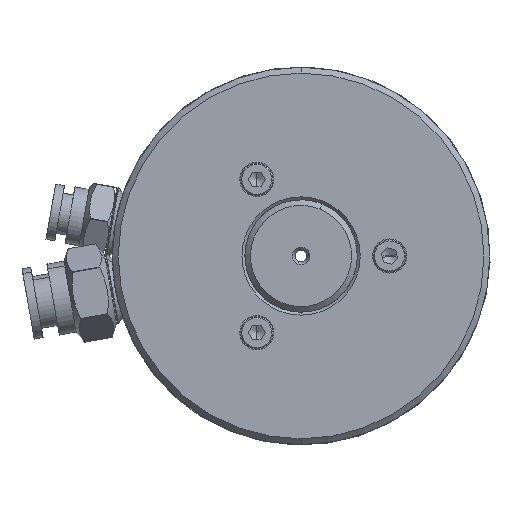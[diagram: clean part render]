
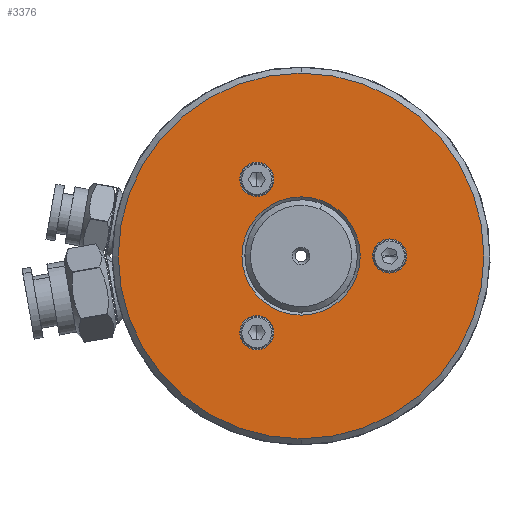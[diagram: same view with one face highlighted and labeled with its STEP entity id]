
A CAD part, left-side view. The second image highlights one B-rep face of the part: STEP entity #3376.
In plain terms, the highlighted planar face has unit normal (-1, 0, 0).
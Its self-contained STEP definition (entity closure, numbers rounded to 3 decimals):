
#129 = DIRECTION ( 'NONE',  ( -1., 0., 0. ) ) ;
#131 = DIRECTION ( 'NONE',  ( 0., 0., 1. ) ) ;
#595 = CARTESIAN_POINT ( 'NONE',  ( 77.474, 7.5, -10.09 ) ) ;
#626 = CARTESIAN_POINT ( 'NONE',  ( 77.474, 7.5, -12.99 ) ) ;
#657 = CIRCLE ( 'NONE', #6418, 2.9 ) ;
#832 = DIRECTION ( 'NONE',  ( 1., 0., 0. ) ) ;
#1002 = VERTEX_POINT ( 'NONE', #1585 ) ;
#1075 = CARTESIAN_POINT ( 'NONE',  ( 77.474, -15., 0. ) ) ;
#1085 = FACE_BOUND ( 'NONE', #3905, .T. ) ;
#1142 = EDGE_LOOP ( 'NONE', ( #2784, #6207 ) ) ;
#1218 = DIRECTION ( 'NONE',  ( -1., 0., 0. ) ) ;
#1281 = VERTEX_POINT ( 'NONE', #3791 ) ;
#1467 = DIRECTION ( 'NONE',  ( 0., 0., -1. ) ) ;
#1585 = CARTESIAN_POINT ( 'NONE',  ( 77.474, 0., 31. ) ) ;
#1601 = ORIENTED_EDGE ( 'NONE', *, *, #9954, .T. ) ;
#1648 = AXIS2_PLACEMENT_3D ( 'NONE', #4680, #10191, #5473 ) ;
#1890 = DIRECTION ( 'NONE',  ( 0., 0., -1. ) ) ;
#1946 = FACE_BOUND ( 'NONE', #7011, .T. ) ;
#2066 = EDGE_LOOP ( 'NONE', ( #6671, #10325 ) ) ;
#2071 = CIRCLE ( 'NONE', #6161, 2.9 ) ;
#2315 = VERTEX_POINT ( 'NONE', #6678 ) ;
#2388 = DIRECTION ( 'NONE',  ( 1., 0., 0. ) ) ;
#2405 = VERTEX_POINT ( 'NONE', #5225 ) ;
#2752 = ORIENTED_EDGE ( 'NONE', *, *, #10090, .F. ) ;
#2784 = ORIENTED_EDGE ( 'NONE', *, *, #10010, .T. ) ;
#2800 = AXIS2_PLACEMENT_3D ( 'NONE', #4852, #832, #6429 ) ;
#3090 = CIRCLE ( 'NONE', #5344, 10.025 ) ;
#3246 = FACE_OUTER_BOUND ( 'NONE', #1142, .T. ) ;
#3290 = CARTESIAN_POINT ( 'NONE',  ( 77.474, 0., 0. ) ) ;
#3316 = VERTEX_POINT ( 'NONE', #5568 ) ;
#3359 = DIRECTION ( 'NONE',  ( -1., 0., 0. ) ) ;
#3376 = ADVANCED_FACE ( 'NONE', ( #3246, #9797, #1946, #5346, #1085 ), #7998, .F. ) ;
#3424 = EDGE_LOOP ( 'NONE', ( #1601, #6178 ) ) ;
#3454 = CARTESIAN_POINT ( 'NONE',  ( 77.474, 7.5, 12.99 ) ) ;
#3642 = VERTEX_POINT ( 'NONE', #8434 ) ;
#3671 = ORIENTED_EDGE ( 'NONE', *, *, #5586, .F. ) ;
#3791 = CARTESIAN_POINT ( 'NONE',  ( 77.474, 7.5, -15.89 ) ) ;
#3799 = EDGE_CURVE ( 'NONE', #2405, #1002, #4718, .T. ) ;
#3905 = EDGE_LOOP ( 'NONE', ( #4677, #3671 ) ) ;
#4065 = AXIS2_PLACEMENT_3D ( 'NONE', #5999, #1218, #6803 ) ;
#4077 = DIRECTION ( 'NONE',  ( 0., 0., 1. ) ) ;
#4242 = DIRECTION ( 'NONE',  ( 0., 0., -1. ) ) ;
#4677 = ORIENTED_EDGE ( 'NONE', *, *, #6589, .F. ) ;
#4680 = CARTESIAN_POINT ( 'NONE',  ( 77.474, 0., 0. ) ) ;
#4707 = VERTEX_POINT ( 'NONE', #6122 ) ;
#4718 = CIRCLE ( 'NONE', #1648, 31. ) ;
#4852 = CARTESIAN_POINT ( 'NONE',  ( 77.474, -32., 0. ) ) ;
#4875 = CIRCLE ( 'NONE', #8528, 2.9 ) ;
#4988 = CARTESIAN_POINT ( 'NONE',  ( 77.474, 7.5, 12.99 ) ) ;
#4991 = DIRECTION ( 'NONE',  ( 1., 0., 0. ) ) ;
#5014 = VERTEX_POINT ( 'NONE', #5086 ) ;
#5086 = CARTESIAN_POINT ( 'NONE',  ( 77.474, 7.5, 15.89 ) ) ;
#5225 = CARTESIAN_POINT ( 'NONE',  ( 77.474, 0., -31. ) ) ;
#5344 = AXIS2_PLACEMENT_3D ( 'NONE', #9715, #4991, #131 ) ;
#5346 = FACE_BOUND ( 'NONE', #2066, .T. ) ;
#5473 = DIRECTION ( 'NONE',  ( 0., 0., 1. ) ) ;
#5568 = CARTESIAN_POINT ( 'NONE',  ( 77.474, -15., -2.9 ) ) ;
#5586 = EDGE_CURVE ( 'NONE', #3642, #3316, #8665, .T. ) ;
#5781 = DIRECTION ( 'NONE',  ( 0., 0., -1. ) ) ;
#5999 = CARTESIAN_POINT ( 'NONE',  ( 77.474, -15., 0. ) ) ;
#6076 = VERTEX_POINT ( 'NONE', #8266 ) ;
#6122 = CARTESIAN_POINT ( 'NONE',  ( 77.474, 0., -10.025 ) ) ;
#6161 = AXIS2_PLACEMENT_3D ( 'NONE', #1075, #6666, #1890 ) ;
#6178 = ORIENTED_EDGE ( 'NONE', *, *, #6998, .T. ) ;
#6207 = ORIENTED_EDGE ( 'NONE', *, *, #3799, .T. ) ;
#6239 = DIRECTION ( 'NONE',  ( -1., 0., 0. ) ) ;
#6252 = AXIS2_PLACEMENT_3D ( 'NONE', #8093, #3359, #8875 ) ;
#6258 = VERTEX_POINT ( 'NONE', #595 ) ;
#6418 = AXIS2_PLACEMENT_3D ( 'NONE', #626, #6239, #1467 ) ;
#6429 = DIRECTION ( 'NONE',  ( 0., 0., 1. ) ) ;
#6471 = EDGE_CURVE ( 'NONE', #1281, #6258, #7065, .T. ) ;
#6589 = EDGE_CURVE ( 'NONE', #3316, #3642, #2071, .T. ) ;
#6666 = DIRECTION ( 'NONE',  ( -1., 0., 0. ) ) ;
#6671 = ORIENTED_EDGE ( 'NONE', *, *, #6471, .F. ) ;
#6678 = CARTESIAN_POINT ( 'NONE',  ( 77.474, 7.5, 10.09 ) ) ;
#6803 = DIRECTION ( 'NONE',  ( 0., 0., -1. ) ) ;
#6934 = AXIS2_PLACEMENT_3D ( 'NONE', #3454, #8960, #4242 ) ;
#6998 = EDGE_CURVE ( 'NONE', #6076, #4707, #3090, .T. ) ;
#7011 = EDGE_LOOP ( 'NONE', ( #2752, #8450 ) ) ;
#7065 = CIRCLE ( 'NONE', #6252, 2.9 ) ;
#7149 = CARTESIAN_POINT ( 'NONE',  ( 77.474, 0., 0. ) ) ;
#7209 = CIRCLE ( 'NONE', #8261, 31. ) ;
#7658 = CIRCLE ( 'NONE', #6934, 2.9 ) ;
#7851 = EDGE_CURVE ( 'NONE', #5014, #2315, #7658, .T. ) ;
#7951 = DIRECTION ( 'NONE',  ( 0., 0., 1. ) ) ;
#7958 = CIRCLE ( 'NONE', #8384, 10.025 ) ;
#7998 = PLANE ( 'NONE',  #2800 ) ;
#8093 = CARTESIAN_POINT ( 'NONE',  ( 77.474, 7.5, -12.99 ) ) ;
#8261 = AXIS2_PLACEMENT_3D ( 'NONE', #3290, #8800, #4077 ) ;
#8266 = CARTESIAN_POINT ( 'NONE',  ( 77.474, 0., 10.025 ) ) ;
#8384 = AXIS2_PLACEMENT_3D ( 'NONE', #7149, #2388, #7951 ) ;
#8434 = CARTESIAN_POINT ( 'NONE',  ( 77.474, -15., 2.9 ) ) ;
#8450 = ORIENTED_EDGE ( 'NONE', *, *, #7851, .F. ) ;
#8528 = AXIS2_PLACEMENT_3D ( 'NONE', #4988, #129, #5781 ) ;
#8665 = CIRCLE ( 'NONE', #4065, 2.9 ) ;
#8800 = DIRECTION ( 'NONE',  ( -1., 0., 0. ) ) ;
#8875 = DIRECTION ( 'NONE',  ( 0., 0., -1. ) ) ;
#8960 = DIRECTION ( 'NONE',  ( -1., 0., 0. ) ) ;
#9421 = EDGE_CURVE ( 'NONE', #6258, #1281, #657, .T. ) ;
#9715 = CARTESIAN_POINT ( 'NONE',  ( 77.474, 0., 0. ) ) ;
#9797 = FACE_BOUND ( 'NONE', #3424, .T. ) ;
#9954 = EDGE_CURVE ( 'NONE', #4707, #6076, #7958, .T. ) ;
#10010 = EDGE_CURVE ( 'NONE', #1002, #2405, #7209, .T. ) ;
#10090 = EDGE_CURVE ( 'NONE', #2315, #5014, #4875, .T. ) ;
#10191 = DIRECTION ( 'NONE',  ( -1., 0., 0. ) ) ;
#10325 = ORIENTED_EDGE ( 'NONE', *, *, #9421, .F. ) ;
